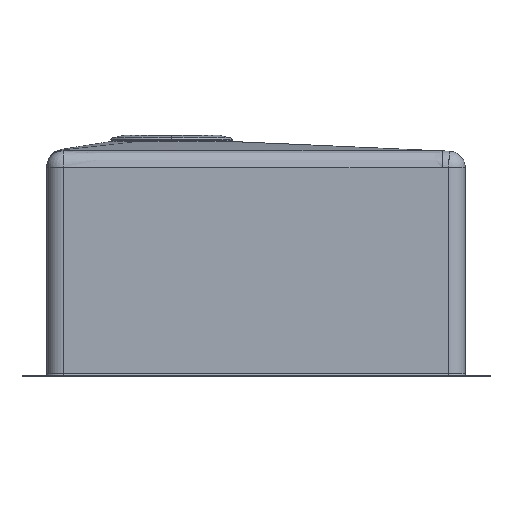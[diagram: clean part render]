
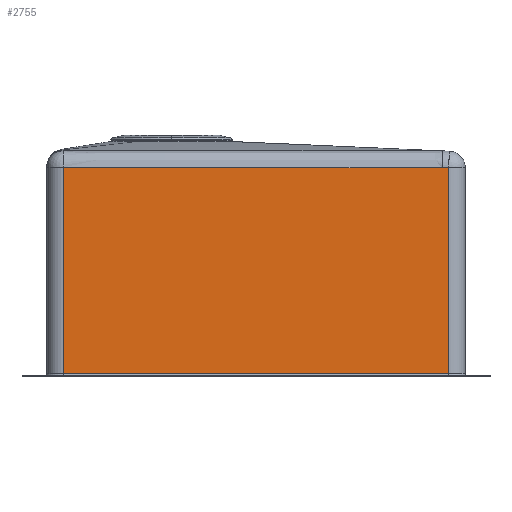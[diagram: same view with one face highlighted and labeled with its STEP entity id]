
A CAD part, left-side view. The second image highlights one B-rep face of the part: STEP entity #2755.
In plain terms, the highlighted planar face has unit normal (-1, 0, 0).
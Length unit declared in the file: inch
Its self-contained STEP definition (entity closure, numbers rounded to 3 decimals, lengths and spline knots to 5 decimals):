
#218=DIRECTION('',(0.,-1.,0.));
#219=VECTOR('',#218,370.4);
#220=CARTESIAN_POINT('',(-201.,185.2,2.7));
#221=LINE('',#220,#219);
#222=DIRECTION('',(0.,0.,-1.));
#223=VECTOR('',#222,198.53009);
#224=CARTESIAN_POINT('',(-201.,185.2,201.23009));
#225=LINE('',#224,#223);
#226=CARTESIAN_POINT('',(-201.,185.2,201.23009));
#227=CARTESIAN_POINT('',(-201.,173.35141,201.23903));
#228=CARTESIAN_POINT('',(-201.,150.65498,201.25436));
#229=CARTESIAN_POINT('',(-201.,119.58448,201.26985));
#230=CARTESIAN_POINT('',(-201.,91.57236,201.27867));
#231=CARTESIAN_POINT('',(-201.,65.83474,201.28216));
#232=CARTESIAN_POINT('',(-201.,41.57876,201.28129));
#233=CARTESIAN_POINT('',(-201.,17.99583,201.2766));
#234=CARTESIAN_POINT('',(-201.,-5.45739,201.26832));
#235=CARTESIAN_POINT('',(-201.,-28.87057,201.25669));
#236=CARTESIAN_POINT('',(-201.,-52.25836,201.24208));
#237=CARTESIAN_POINT('',(-201.,-75.82049,201.22476));
#238=CARTESIAN_POINT('',(-201.,-99.89534,201.20482));
#239=CARTESIAN_POINT('',(-201.,-124.79279,201.18234));
#240=CARTESIAN_POINT('',(-201.,-150.71878,201.15749));
#241=CARTESIAN_POINT('',(-201.,-169.40269,201.1389));
#242=CARTESIAN_POINT('',(-201.,-179.03511,201.12923));
#244=CARTESIAN_POINT('',(-201.,-179.03511,201.12923));
#245=CARTESIAN_POINT('',(-201.,-180.00177,201.08837));
#246=CARTESIAN_POINT('',(-201.,-181.99591,201.00399));
#247=CARTESIAN_POINT('',(-201.,-184.11169,200.91427));
#248=CARTESIAN_POINT('',(-201.,-185.2,200.86806));
#250=DIRECTION('',(0.,0.,-1.));
#251=VECTOR('',#250,198.16806);
#252=CARTESIAN_POINT('',(-201.,-185.2,200.86806));
#253=LINE('',#252,#251);
#2242=CARTESIAN_POINT('',(-201.,185.2,201.23009));
#2243=VERTEX_POINT('',#2242);
#2244=VERTEX_POINT('',#242);
#2254=CARTESIAN_POINT('',(-201.,-185.2,200.86806));
#2255=VERTEX_POINT('',#2254);
#2282=CARTESIAN_POINT('',(-201.,185.2,2.7));
#2284=VERTEX_POINT('',#2282);
#2287=CARTESIAN_POINT('',(-201.,-185.2,2.7));
#2288=VERTEX_POINT('',#2287);
#2739=CARTESIAN_POINT('',(-201.,201.2,1.2));
#2740=DIRECTION('',(-1.,0.,0.));
#2741=DIRECTION('',(0.,-1.,0.));
#2742=AXIS2_PLACEMENT_3D('',#2739,#2740,#2741);
#2743=PLANE('',#2742);
#2744=ORIENTED_EDGE('',*,*,#2733,.F.);
#2746=ORIENTED_EDGE('',*,*,#2745,.F.);
#2748=ORIENTED_EDGE('',*,*,#2747,.T.);
#2750=ORIENTED_EDGE('',*,*,#2749,.T.);
#2752=ORIENTED_EDGE('',*,*,#2751,.T.);
#2753=EDGE_LOOP('',(#2744,#2746,#2748,#2750,#2752));
#2754=FACE_OUTER_BOUND('',#2753,.F.);
#243=B_SPLINE_CURVE_WITH_KNOTS('',3,(#226,#227,#228,#229,#230,#231,#232,#233,
#234,#235,#236,#237,#238,#239,#240,#241,#242),.UNSPECIFIED.,.F.,.F.,(4,1,1,1,1,
1,1,1,1,1,1,1,1,1,4),(0.,0.07143,0.14286,
0.21429,0.28571,0.35714,0.42857,0.5,
0.57143,0.64286,0.71429,0.78571,
0.85714,0.92857,1.),.UNSPECIFIED.);
#249=B_SPLINE_CURVE_WITH_KNOTS('',3,(#244,#245,#246,#247,#248),.UNSPECIFIED.,
.F.,.F.,(4,1,4),(0.,0.5,1.),.UNSPECIFIED.);
#2733=EDGE_CURVE('',#2284,#2288,#221,.T.);
#2745=EDGE_CURVE('',#2243,#2284,#225,.T.);
#2747=EDGE_CURVE('',#2243,#2244,#243,.T.);
#2749=EDGE_CURVE('',#2244,#2255,#249,.T.);
#2751=EDGE_CURVE('',#2255,#2288,#253,.T.);
#2755=ADVANCED_FACE('',(#2754),#2743,.T.);
